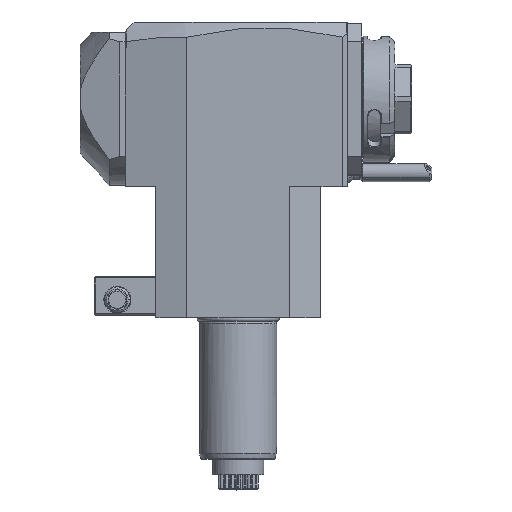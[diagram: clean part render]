
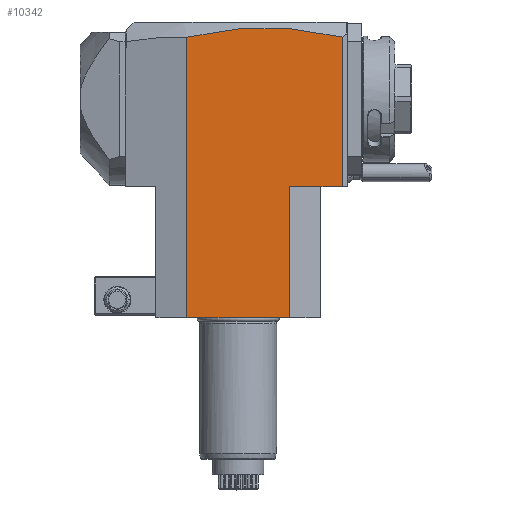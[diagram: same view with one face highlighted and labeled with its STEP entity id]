
A CAD part, top view. The second image highlights one B-rep face of the part: STEP entity #10342.
In plain terms, the highlighted planar face has unit normal (0, 0, 1).
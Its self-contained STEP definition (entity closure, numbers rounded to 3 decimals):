
#17=DIRECTION('',(-1.,0.,0.));
#18=VECTOR('',#17,40.);
#19=CARTESIAN_POINT('',(20.,0.,32.));
#20=LINE('',#19,#18);
#187=DIRECTION('',(-1.,0.,0.));
#188=VECTOR('',#187,20.5);
#189=CARTESIAN_POINT('',(40.5,51.,32.));
#190=LINE('',#189,#188);
#191=CARTESIAN_POINT('',(40.5,109.133,32.));
#192=CARTESIAN_POINT('',(35.458,110.345,32.));
#193=CARTESIAN_POINT('',(25.373,112.145,32.));
#194=CARTESIAN_POINT('',(10.247,113.032,32.));
#195=CARTESIAN_POINT('',(-4.877,112.124,32.));
#196=CARTESIAN_POINT('',(-14.959,110.311,32.));
#197=CARTESIAN_POINT('',(-20.,109.092,32.));
#203=DIRECTION('',(0.,1.,0.));
#204=VECTOR('',#203,58.133);
#205=CARTESIAN_POINT('',(40.5,51.,32.));
#206=LINE('',#205,#204);
#430=DIRECTION('',(0.,-1.,0.));
#431=VECTOR('',#430,109.092);
#432=CARTESIAN_POINT('',(-20.,109.092,32.));
#433=LINE('',#432,#431);
#5175=DIRECTION('',(0.,1.,0.));
#5176=VECTOR('',#5175,51.);
#5177=CARTESIAN_POINT('',(20.,0.,32.));
#5178=LINE('',#5177,#5176);
#9521=VERTEX_POINT('',#191);
#9522=VERTEX_POINT('',#197);
#9897=CARTESIAN_POINT('',(40.5,51.,32.));
#9898=VERTEX_POINT('',#9897);
#9911=CARTESIAN_POINT('',(20.,0.,32.));
#9912=VERTEX_POINT('',#9911);
#9913=CARTESIAN_POINT('',(-20.,0.,32.));
#9914=VERTEX_POINT('',#9913);
#10243=CARTESIAN_POINT('',(20.,51.,32.));
#10244=VERTEX_POINT('',#10243);
#10325=CARTESIAN_POINT('',(-35.103,51.,32.));
#10326=DIRECTION('',(0.,0.,1.));
#10327=DIRECTION('',(1.,0.,0.));
#10328=AXIS2_PLACEMENT_3D('',#10325,#10326,#10327);
#10329=PLANE('',#10328);
#10331=ORIENTED_EDGE('',*,*,#10330,.F.);
#10332=ORIENTED_EDGE('',*,*,#10307,.T.);
#10334=ORIENTED_EDGE('',*,*,#10333,.F.);
#10335=ORIENTED_EDGE('',*,*,#10260,.T.);
#10337=ORIENTED_EDGE('',*,*,#10336,.F.);
#10339=ORIENTED_EDGE('',*,*,#10338,.F.);
#10340=EDGE_LOOP('',(#10331,#10332,#10334,#10335,#10337,#10339));
#10341=FACE_OUTER_BOUND('',#10340,.F.);
#198=B_SPLINE_CURVE_WITH_KNOTS('',3,(#191,#192,#193,#194,#195,#196,#197),
.UNSPECIFIED.,.F.,.F.,(4,1,1,1,4),(0.,0.25,0.5,0.75,1.),
.UNSPECIFIED.);
#10260=EDGE_CURVE('',#9912,#9914,#20,.T.);
#10307=EDGE_CURVE('',#9898,#10244,#190,.T.);
#10330=EDGE_CURVE('',#9898,#9521,#206,.T.);
#10333=EDGE_CURVE('',#9912,#10244,#5178,.T.);
#10336=EDGE_CURVE('',#9522,#9914,#433,.T.);
#10338=EDGE_CURVE('',#9521,#9522,#198,.T.);
#10342=ADVANCED_FACE('',(#10341),#10329,.T.);
